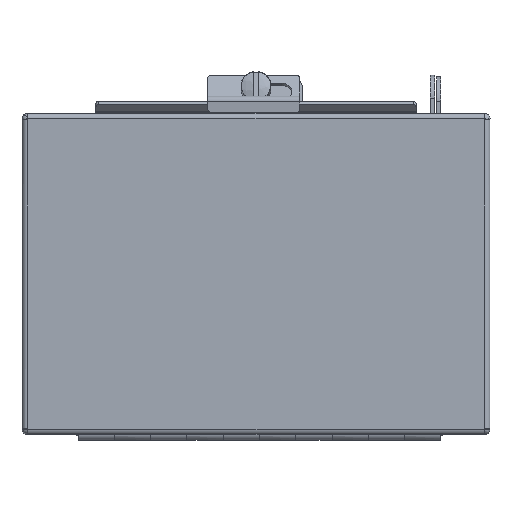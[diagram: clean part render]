
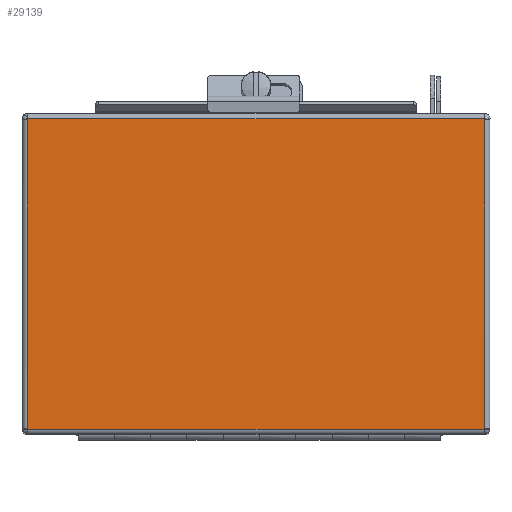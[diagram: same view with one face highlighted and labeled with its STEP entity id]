
A CAD part, top view. The second image highlights one B-rep face of the part: STEP entity #29139.
In plain terms, the highlighted planar face has unit normal (0, 0, 1).
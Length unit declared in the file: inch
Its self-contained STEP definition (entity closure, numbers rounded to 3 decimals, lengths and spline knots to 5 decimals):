
#1666 = EDGE_CURVE ( 'NONE', #10229, #66139, #30826, .T. ) ;
#2347 = VECTOR ( 'NONE', #23166, 39.37008 ) ;
#2456 = EDGE_CURVE ( 'NONE', #62570, #48760, #49993, .T. ) ;
#3768 = VECTOR ( 'NONE', #46739, 39.37008 ) ;
#3931 = CARTESIAN_POINT ( 'NONE',  ( -3.095, 0.055, 2.195 ) ) ;
#4285 = EDGE_CURVE ( 'NONE', #54051, #37870, #33731, .T. ) ;
#7241 = CARTESIAN_POINT ( 'NONE',  ( 0., -2.05, 2.195 ) ) ;
#8323 = ORIENTED_EDGE ( 'NONE', *, *, #64330, .F. ) ;
#8469 = VECTOR ( 'NONE', #52913, 39.37008 ) ;
#9409 = CARTESIAN_POINT ( 'NONE',  ( 3.095, 2.15, 2.195 ) ) ;
#9807 = EDGE_CURVE ( 'NONE', #10229, #46008, #60783, .T. ) ;
#10104 = CARTESIAN_POINT ( 'NONE',  ( -3.09, 0.05, 2.195 ) ) ;
#10229 = VERTEX_POINT ( 'NONE', #46311 ) ;
#11231 = CARTESIAN_POINT ( 'NONE',  ( -3.095, 2.15, 2.195 ) ) ;
#12911 = CARTESIAN_POINT ( 'NONE',  ( -3.09167, 2.15, 2.195 ) ) ;
#14264 = CARTESIAN_POINT ( 'NONE',  ( 3.095, -2.05, 2.195 ) ) ;
#14979 = LINE ( 'NONE', #44374, #41809 ) ;
#16034 = FACE_OUTER_BOUND ( 'NONE', #42426, .T. ) ;
#16208 = ORIENTED_EDGE ( 'NONE', *, *, #4285, .T. ) ;
#16680 = LINE ( 'NONE', #43850, #29254 ) ;
#17984 = LINE ( 'NONE', #3931, #3768 ) ;
#18318 = CARTESIAN_POINT ( 'NONE',  ( -3.09, 2.15, 2.195 ) ) ;
#19456 = EDGE_CURVE ( 'NONE', #20510, #46008, #22705, .T. ) ;
#19672 = DIRECTION ( 'NONE',  ( 0., 1., 0. ) ) ;
#19746 = VECTOR ( 'NONE', #33257, 39.37008 ) ;
#20510 = VERTEX_POINT ( 'NONE', #24358 ) ;
#20540 = LINE ( 'NONE', #39754, #47326 ) ;
#20950 = ORIENTED_EDGE ( 'NONE', *, *, #26693, .F. ) ;
#22474 = ORIENTED_EDGE ( 'NONE', *, *, #64548, .F. ) ;
#22705 = LINE ( 'NONE', #10104, #8469 ) ;
#22830 = DIRECTION ( 'NONE',  ( -1., 0., 0. ) ) ;
#23166 = DIRECTION ( 'NONE',  ( 0., 1., 0. ) ) ;
#23847 = DIRECTION ( 'NONE',  ( -1., 0., 0. ) ) ;
#24358 = CARTESIAN_POINT ( 'NONE',  ( -3.09, -2.04, 2.195 ) ) ;
#25575 = CARTESIAN_POINT ( 'NONE',  ( 3.09, 2.15, 2.195 ) ) ;
#26266 = EDGE_CURVE ( 'NONE', #20510, #67002, #20540, .T. ) ;
#26693 = EDGE_CURVE ( 'NONE', #67002, #37870, #17984, .T. ) ;
#26928 = ORIENTED_EDGE ( 'NONE', *, *, #2456, .F. ) ;
#29139 = ADVANCED_FACE ( 'NONE', ( #16034 ), #46134, .T. ) ;
#29254 = VECTOR ( 'NONE', #49206, 39.37008 ) ;
#30504 = CARTESIAN_POINT ( 'NONE',  ( 3.09333, 2.15, 2.195 ) ) ;
#30826 = LINE ( 'NONE', #39322, #2347 ) ;
#32296 = CARTESIAN_POINT ( 'NONE',  ( -3.095, -2.04, 2.195 ) ) ;
#32350 = AXIS2_PLACEMENT_3D ( 'NONE', #14264, #51716, #19672 ) ;
#33257 = DIRECTION ( 'NONE',  ( -1., 0., 0. ) ) ;
#33731 = B_SPLINE_CURVE_WITH_KNOTS ( 'NONE', 3,
 ( #18318, #12911, #55509, #55735 ),
 .UNSPECIFIED., .F., .F.,
 ( 4, 4 ),
 ( 0., 1. ),
 .UNSPECIFIED. ) ;
#37870 = VERTEX_POINT ( 'NONE', #11231 ) ;
#39322 = CARTESIAN_POINT ( 'NONE',  ( 3.09, 0.05, 2.195 ) ) ;
#39754 = CARTESIAN_POINT ( 'NONE',  ( -3.1275, -2.04, 2.195 ) ) ;
#40603 = VERTEX_POINT ( 'NONE', #55799 ) ;
#41809 = VECTOR ( 'NONE', #22830, 39.37008 ) ;
#42426 = EDGE_LOOP ( 'NONE', ( #69327, #58336, #22474, #26928, #58422, #8323, #16208, #20950, #61292, #64188 ) ) ;
#43848 = CARTESIAN_POINT ( 'NONE',  ( 3.095, 0.055, 2.195 ) ) ;
#43850 = CARTESIAN_POINT ( 'NONE',  ( 0., 2.15, 2.195 ) ) ;
#44374 = CARTESIAN_POINT ( 'NONE',  ( 3.1275, -2.04, 2.195 ) ) ;
#44991 = CARTESIAN_POINT ( 'NONE',  ( 3.09, -2.04, 2.195 ) ) ;
#46008 = VERTEX_POINT ( 'NONE', #48828 ) ;
#46134 = PLANE ( 'NONE',  #32350 ) ;
#46311 = CARTESIAN_POINT ( 'NONE',  ( 3.09, -2.05, 2.195 ) ) ;
#46739 = DIRECTION ( 'NONE',  ( 0., 1., 0. ) ) ;
#47326 = VECTOR ( 'NONE', #23847, 39.37008 ) ;
#48325 = VECTOR ( 'NONE', #49204, 39.37008 ) ;
#48760 = VERTEX_POINT ( 'NONE', #66225 ) ;
#48828 = CARTESIAN_POINT ( 'NONE',  ( -3.09, -2.05, 2.195 ) ) ;
#49204 = DIRECTION ( 'NONE',  ( 0., -1., 0. ) ) ;
#49206 = DIRECTION ( 'NONE',  ( 1., 0., 0. ) ) ;
#49993 = LINE ( 'NONE', #43848, #48325 ) ;
#51228 = CARTESIAN_POINT ( 'NONE',  ( 3.095, 2.15, 2.195 ) ) ;
#51716 = DIRECTION ( 'NONE',  ( 0., 0., 1. ) ) ;
#51808 = B_SPLINE_CURVE_WITH_KNOTS ( 'NONE', 3,
 ( #9409, #30504, #57626, #25575 ),
 .UNSPECIFIED., .F., .F.,
 ( 4, 4 ),
 ( 0., 1. ),
 .UNSPECIFIED. ) ;
#52913 = DIRECTION ( 'NONE',  ( 0., -1., 0. ) ) ;
#54051 = VERTEX_POINT ( 'NONE', #61550 ) ;
#54886 = EDGE_CURVE ( 'NONE', #62570, #40603, #51808, .T. ) ;
#55509 = CARTESIAN_POINT ( 'NONE',  ( -3.09333, 2.15, 2.195 ) ) ;
#55735 = CARTESIAN_POINT ( 'NONE',  ( -3.095, 2.15, 2.195 ) ) ;
#55799 = CARTESIAN_POINT ( 'NONE',  ( 3.09, 2.15, 2.195 ) ) ;
#57626 = CARTESIAN_POINT ( 'NONE',  ( 3.09167, 2.15, 2.195 ) ) ;
#58336 = ORIENTED_EDGE ( 'NONE', *, *, #1666, .T. ) ;
#58422 = ORIENTED_EDGE ( 'NONE', *, *, #54886, .T. ) ;
#60783 = LINE ( 'NONE', #7241, #19746 ) ;
#61292 = ORIENTED_EDGE ( 'NONE', *, *, #26266, .F. ) ;
#61550 = CARTESIAN_POINT ( 'NONE',  ( -3.09, 2.15, 2.195 ) ) ;
#62570 = VERTEX_POINT ( 'NONE', #51228 ) ;
#64188 = ORIENTED_EDGE ( 'NONE', *, *, #19456, .T. ) ;
#64330 = EDGE_CURVE ( 'NONE', #54051, #40603, #16680, .T. ) ;
#64548 = EDGE_CURVE ( 'NONE', #48760, #66139, #14979, .T. ) ;
#66139 = VERTEX_POINT ( 'NONE', #44991 ) ;
#66225 = CARTESIAN_POINT ( 'NONE',  ( 3.095, -2.04, 2.195 ) ) ;
#67002 = VERTEX_POINT ( 'NONE', #32296 ) ;
#69327 = ORIENTED_EDGE ( 'NONE', *, *, #9807, .F. ) ;
